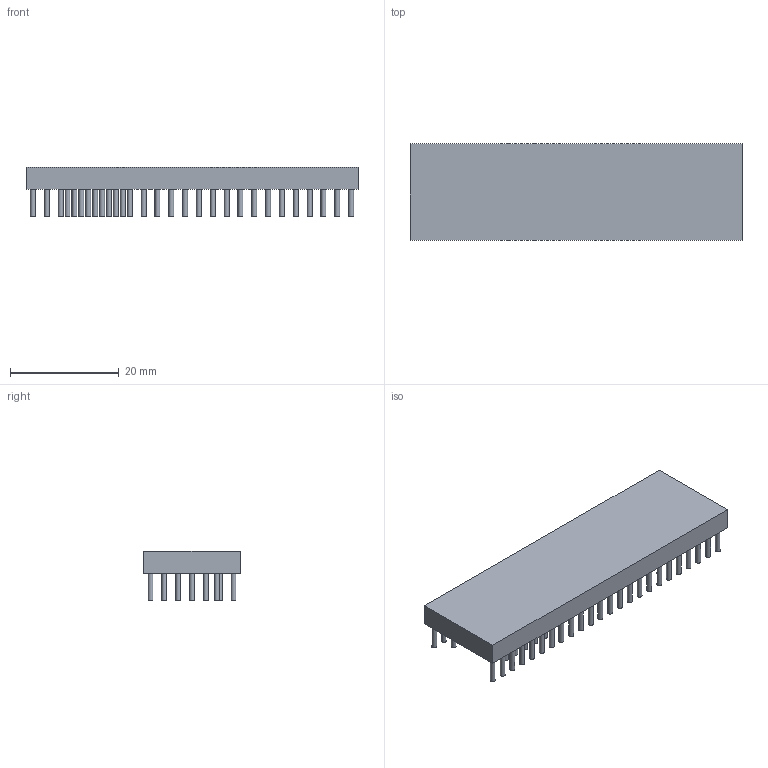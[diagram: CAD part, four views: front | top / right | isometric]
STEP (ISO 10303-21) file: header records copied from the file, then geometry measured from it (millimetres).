
FILE_DESCRIPTION(('FreeCAD Model'),'2;1');
FILE_NAME('13611771.1.3.stp','2021-02-12T16:17:10',( 'Author'),(''),'Open CASCADE STEP processor 6.9','FreeCAD','Unknown' );
FILE_SCHEMA(('AUTOMOTIVE_DESIGN { 1 0 10303 214 1 1 1 1 }'));
Length unit declared in the file: millimetre
Products named in the file (3): ASSEMBLY; Body; Leads
Assembly tree (2 placements, depth 2):
  ASSEMBLY
    Body
    Leads
Bounding box: 60.96 x 17.78 x 9.17 mm (x, y, z)
Volume: 4607 mm3; surface area: 3745.7 mm2
Topology: 60 solids, 60 shells, 183 faces, 189 edges, 126 vertices
Faces by surface type: plane 124, cylinder 59
Full cylindrical faces by diameter (mm): 0.91 x59
Entity records: 6330 total; most frequent: DIRECTION 1057, CARTESIAN_POINT 879, ORIENTED_EDGE 378, PCURVE 378, DEFINITIONAL_REPRESENTATION 378, LINE 331, VECTOR 331, AXIS2_PLACEMENT_3D 304
